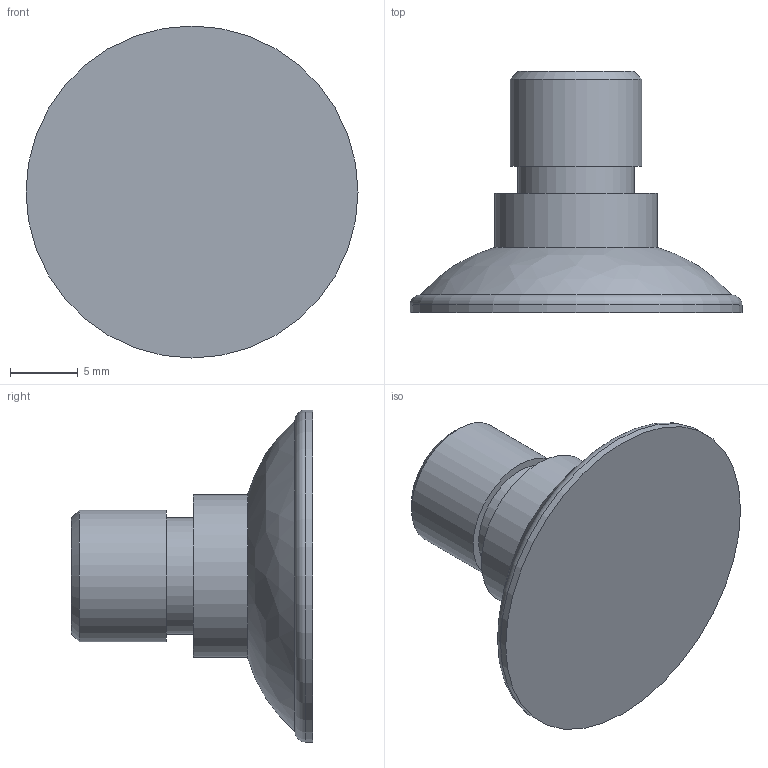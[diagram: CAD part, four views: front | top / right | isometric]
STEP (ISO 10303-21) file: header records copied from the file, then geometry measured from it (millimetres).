
FILE_DESCRIPTION(/* description */ (''),/* implementation_level */ '2;1');
FILE_NAME(/* name */ 'vs24-5nit_rac90r1-8m.stp',/* time_stamp */ '2020-07-03T08:23:00+02:00',/* author */ ('enginyeria'),/* organization */ (''),/* preprocessor_version */ 'ST-DEVELOPER v17',/* originating_system */ 'Autodesk Inventor 2019',/* authorisation */ '');
FILE_SCHEMA (('CONFIG_CONTROL_DESIGN'));
Length unit declared in the file: millimetre
Products named in the file (1): vs24-5sb_rac90r1-8m
Bounding box: 24.5 x 17.8 x 24.5 mm (x, y, z)
Volume: 2609.6 mm3; surface area: 1588.1 mm2
Topology: 1 solids, 1 shells, 14 faces, 35 edges, 26 vertices
Faces by surface type: cylinder 5, plane 5, cone 2, bspline 1, torus 1
Full cylindrical faces by diameter (mm): 4 x1, 8.566 x1, 9.728 x1, 12 x1, 24.5 x1
Entity records: 540 total; most frequent: CARTESIAN_POINT 102, DIRECTION 91, ORIENTED_EDGE 70, AXIS2_PLACEMENT_3D 42, EDGE_CURVE 35, CIRCLE 28, VERTEX_POINT 26, EDGE_LOOP 17
